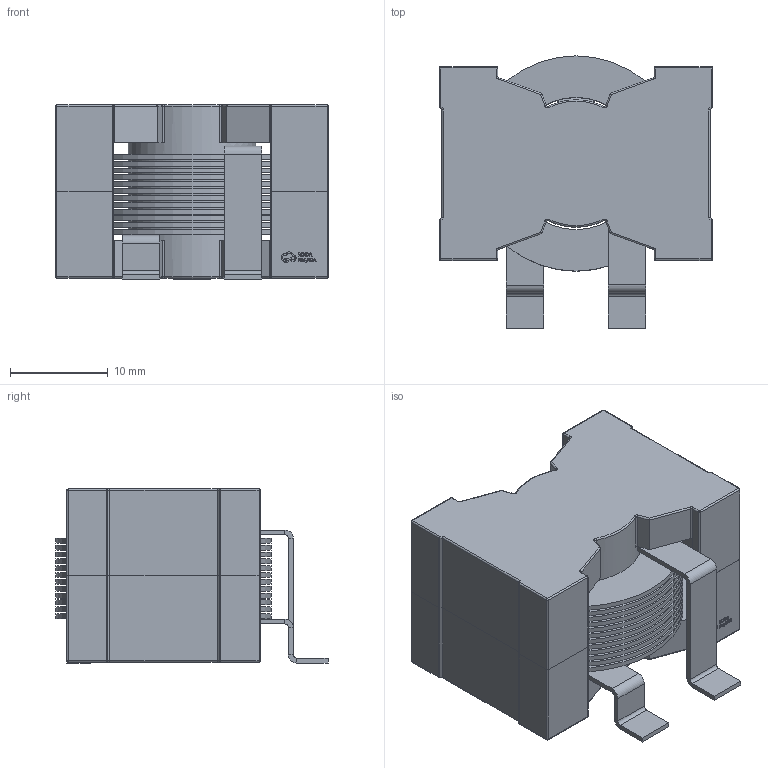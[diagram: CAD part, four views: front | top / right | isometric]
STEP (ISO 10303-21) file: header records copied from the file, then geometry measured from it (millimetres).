
FILE_DESCRIPTION (( 'STEP AP214' ), '1' );
FILE_NAME ('IND-SMD_3P-L27.9-W19.7-P10.43-LS27.9-BL-A.STEP', '2022-06-22T14:32:48', ( '' ), ( '' ), 'SwSTEP 2.0', 'SolidWorks 2018', '' );
FILE_SCHEMA (( 'AUTOMOTIVE_DESIGN' ));
Length unit declared in the file: millimetre
Products named in the file (1): IND-SMD_3P-L27.9-W19.7-P10.43-LS27.9-BL-A
Bounding box: 27.9 x 27.8 x 17.78 mm (x, y, z)
Volume: 6926.5 mm3; surface area: 11058.8 mm2
Topology: 14 solids, 14 shells, 579 faces, 1437 edges, 890 vertices
Faces by surface type: plane 281, cylinder 156, bspline 98, sphere 24, torus 20
Entity records: 23989 total; most frequent: CARTESIAN_POINT 4267, ORIENTED_EDGE 2842, DIRECTION 2499, EDGE_CURVE 1421, VERTEX_POINT 890, VECTOR 871, LINE 871, AXIS2_PLACEMENT_3D 814
